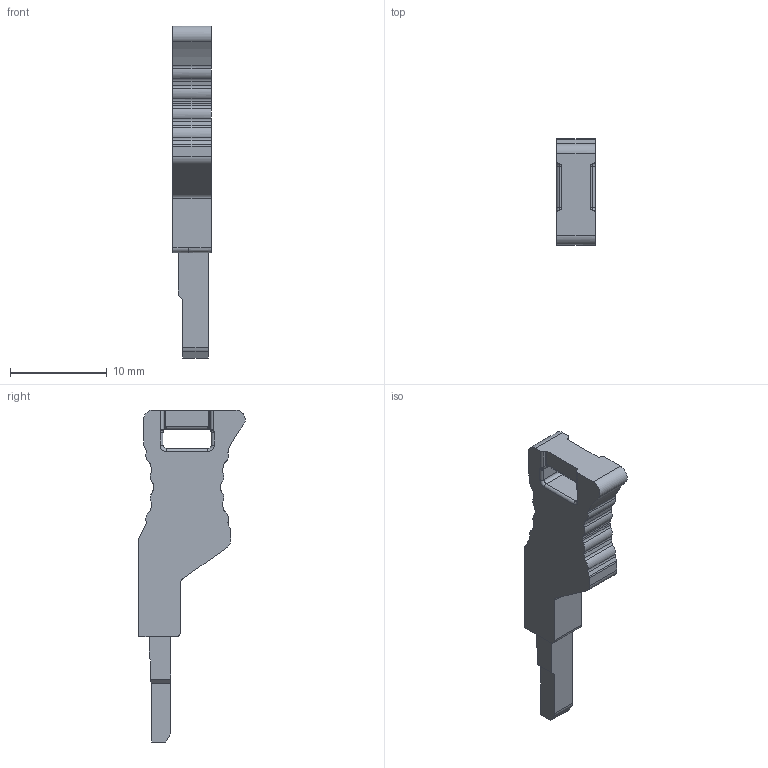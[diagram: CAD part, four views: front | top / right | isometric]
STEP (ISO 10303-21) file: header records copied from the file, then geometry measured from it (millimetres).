
FILE_DESCRIPTION(('CATIA V5 STEP Exchange','CAx-IF Rec.Pracs.--- Model Styling and Organization---1.4--- 2014-01-23'),'2;1');
FILE_NAME ('1502834-6_0', '2023-01-31T08:48:12+00:00', ('none'), ('Weidmueller'), 'CATIA Version 5-6 Release 2016 SP3 HF44', 'CATIA V5 STEP AP214', 'none');
FILE_SCHEMA(('AUTOMOTIVE_DESIGN { 1 0 10303 214 1 1 1 1 }'));
Length unit declared in the file: millimetre
Products named in the file (1): 2910530000
Bounding box: 4 x 11.01 x 34.4 mm (x, y, z)
Volume: 694.9 mm3; surface area: 728.7 mm2
Topology: 1 solids, 1 shells, 125 faces, 340 edges, 208 vertices
Faces by surface type: cylinder 65, plane 31, bspline 12, torus 12, sphere 4, extrusion 1
Entity records: 4625 total; most frequent: CARTESIAN_POINT 1851, ORIENTED_EDGE 664, DIRECTION 409, EDGE_CURVE 332, VERTEX_POINT 208, AXIS2_PLACEMENT_3D 160, VECTOR 148, LINE 147
